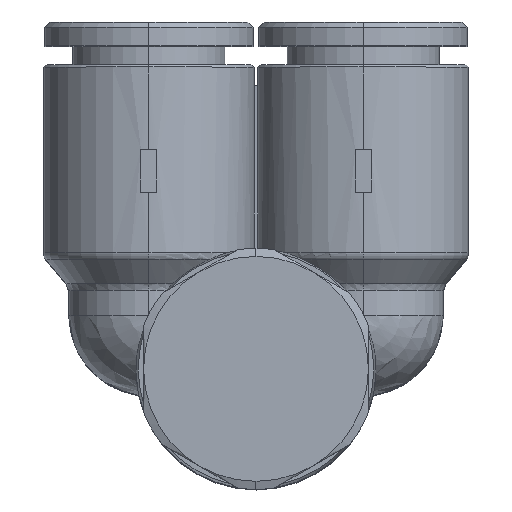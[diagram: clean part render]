
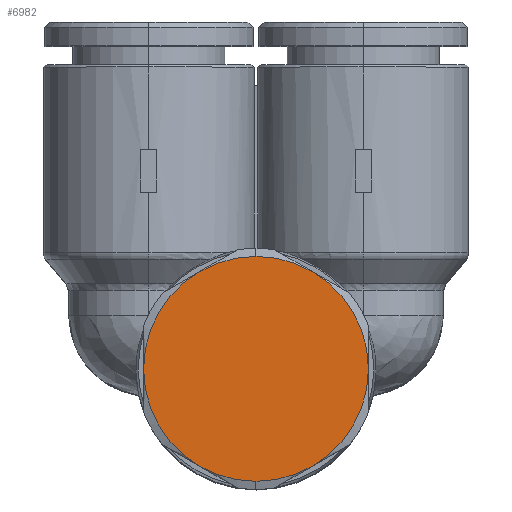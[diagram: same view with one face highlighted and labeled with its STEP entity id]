
A CAD part, top view. The second image highlights one B-rep face of the part: STEP entity #6982.
In plain terms, the highlighted planar face has unit normal (0, 0, 1).
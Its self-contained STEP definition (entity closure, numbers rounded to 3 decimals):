
#5911=CARTESIAN_POINT('',(18.,10.,13.1));
#5912=VERTEX_POINT('',#5911);
#5919=CARTESIAN_POINT('',(16.593,4.75,13.1));
#5920=VERTEX_POINT('',#5919);
#5921=CARTESIAN_POINT('',(7.5,10.,13.1));
#5922=DIRECTION('',(0.0,0.0,1.0));
#5923=DIRECTION('',(-1.0,0.0,0.0));
#5924=AXIS2_PLACEMENT_3D('',#5921,#5922,#5923);
#5925=CIRCLE('',#5924,10.5);
#5926=EDGE_CURVE('',#5920,#5912,#5925,.T.);
#5950=CARTESIAN_POINT('',(-3.,10.,13.1));
#5951=VERTEX_POINT('',#5950);
#5959=CARTESIAN_POINT('',(-1.593,4.75,13.1));
#5960=VERTEX_POINT('',#5959);
#5974=CARTESIAN_POINT('',(7.5,10.,13.1));
#5975=DIRECTION('',(0.0,0.0,1.0));
#5976=DIRECTION('',(-1.0,0.0,0.0));
#5977=AXIS2_PLACEMENT_3D('',#5974,#5975,#5976);
#5978=CIRCLE('',#5977,10.5);
#5979=EDGE_CURVE('',#5951,#5960,#5978,.T.);
#6314=CARTESIAN_POINT('',(-1.593,15.25,13.1));
#6315=VERTEX_POINT('',#6314);
#6316=CARTESIAN_POINT('',(7.5,10.,13.1));
#6317=DIRECTION('',(0.0,0.0,1.0));
#6318=DIRECTION('',(-1.0,0.0,0.0));
#6319=AXIS2_PLACEMENT_3D('',#6316,#6317,#6318);
#6320=CIRCLE('',#6319,10.5);
#6321=EDGE_CURVE('',#6315,#5951,#6320,.T.);
#6355=CARTESIAN_POINT('',(7.5,20.5,13.1));
#6356=VERTEX_POINT('',#6355);
#6392=CARTESIAN_POINT('',(7.5,10.,13.1));
#6393=DIRECTION('',(0.0,0.0,1.0));
#6394=DIRECTION('',(-1.0,0.0,0.0));
#6395=AXIS2_PLACEMENT_3D('',#6392,#6393,#6394);
#6396=CIRCLE('',#6395,10.5);
#6397=EDGE_CURVE('',#6356,#6315,#6396,.T.);
#6422=CARTESIAN_POINT('',(16.593,15.25,13.1));
#6423=VERTEX_POINT('',#6422);
#6424=CARTESIAN_POINT('',(7.5,10.,13.1));
#6425=DIRECTION('',(0.0,0.0,1.0));
#6426=DIRECTION('',(-1.0,0.0,0.0));
#6427=AXIS2_PLACEMENT_3D('',#6424,#6425,#6426);
#6428=CIRCLE('',#6427,10.5);
#6429=EDGE_CURVE('',#6423,#6356,#6428,.T.);
#6484=CARTESIAN_POINT('',(7.5,10.,13.1));
#6485=DIRECTION('',(0.0,0.0,1.0));
#6486=DIRECTION('',(-1.0,0.0,0.0));
#6487=AXIS2_PLACEMENT_3D('',#6484,#6485,#6486);
#6488=CIRCLE('',#6487,10.5);
#6489=EDGE_CURVE('',#5912,#6423,#6488,.T.);
#6514=CARTESIAN_POINT('',(7.5,-0.5,13.1));
#6515=VERTEX_POINT('',#6514);
#6516=CARTESIAN_POINT('',(7.5,10.,13.1));
#6517=DIRECTION('',(0.0,0.0,1.0));
#6518=DIRECTION('',(-1.0,0.0,0.0));
#6519=AXIS2_PLACEMENT_3D('',#6516,#6517,#6518);
#6520=CIRCLE('',#6519,10.5);
#6521=EDGE_CURVE('',#6515,#5920,#6520,.T.);
#6568=CARTESIAN_POINT('',(7.5,10.,13.1));
#6569=DIRECTION('',(0.0,0.0,1.0));
#6570=DIRECTION('',(-1.0,0.0,0.0));
#6571=AXIS2_PLACEMENT_3D('',#6568,#6569,#6570);
#6572=CIRCLE('',#6571,10.5);
#6573=EDGE_CURVE('',#5960,#6515,#6572,.T.);
#6967=CARTESIAN_POINT('',(7.5,10.,13.1));
#6968=DIRECTION('',(0.0,0.0,1.0));
#6969=DIRECTION('',(-1.0,0.0,0.0));
#6970=AXIS2_PLACEMENT_3D('',#6967,#6968,#6969);
#6971=PLANE('',#6970);
#6972=ORIENTED_EDGE('',*,*,#6573,.T.);
#6973=ORIENTED_EDGE('',*,*,#6521,.T.);
#6974=ORIENTED_EDGE('',*,*,#5926,.T.);
#6975=ORIENTED_EDGE('',*,*,#6489,.T.);
#6976=ORIENTED_EDGE('',*,*,#6429,.T.);
#6977=ORIENTED_EDGE('',*,*,#6397,.T.);
#6978=ORIENTED_EDGE('',*,*,#6321,.T.);
#6979=ORIENTED_EDGE('',*,*,#5979,.T.);
#6980=EDGE_LOOP('',(#6972,#6973,#6974,#6975,#6976,#6977,#6978,#6979));
#6981=FACE_OUTER_BOUND('',#6980,.T.);
#6982=ADVANCED_FACE('',(#6981),#6971,.T.);
